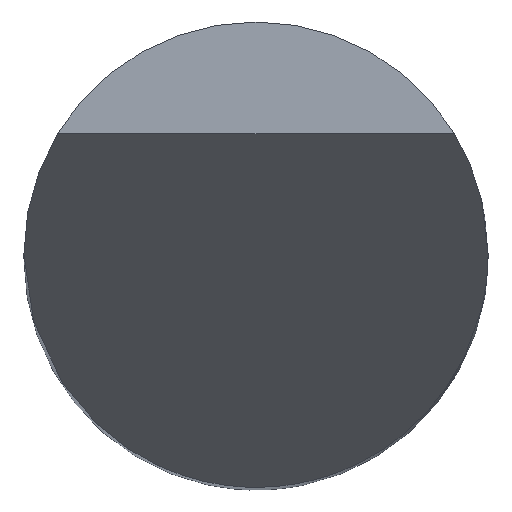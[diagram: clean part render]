
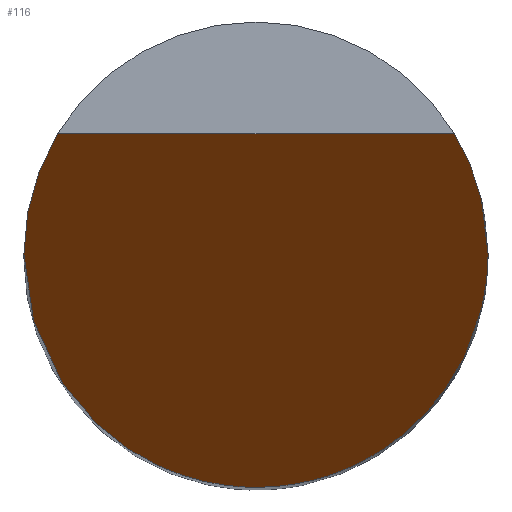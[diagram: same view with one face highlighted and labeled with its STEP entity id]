
A CAD part, top view. The second image highlights one B-rep face of the part: STEP entity #116.
In plain terms, the highlighted planar face has unit normal (0, -0.866, 0.5).
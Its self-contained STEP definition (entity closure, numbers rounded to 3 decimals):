
#29=(
BOUNDED_CURVE()
B_SPLINE_CURVE(3,(#1116,#1117,#1118,#1119),.UNSPECIFIED.,.F.,.F.)
B_SPLINE_CURVE_WITH_KNOTS((4,4),(0.,1.),.UNSPECIFIED.)
CURVE()
GEOMETRIC_REPRESENTATION_ITEM()
RATIONAL_B_SPLINE_CURVE((1.,0.975,0.975,1.))
REPRESENTATION_ITEM('')
);
#30=(
BOUNDED_CURVE()
B_SPLINE_CURVE(3,(#1129,#1130,#1131,#1132),.UNSPECIFIED.,.F.,.F.)
B_SPLINE_CURVE_WITH_KNOTS((4,4),(0.,1.),.UNSPECIFIED.)
CURVE()
GEOMETRIC_REPRESENTATION_ITEM()
RATIONAL_B_SPLINE_CURVE((1.,0.975,0.975,1.))
REPRESENTATION_ITEM('')
);
#34=(
BOUNDED_CURVE()
B_SPLINE_CURVE(3,(#1351,#1352,#1353,#1354),.UNSPECIFIED.,.F.,.F.)
B_SPLINE_CURVE_WITH_KNOTS((4,4),(0.,1.),.UNSPECIFIED.)
CURVE()
GEOMETRIC_REPRESENTATION_ITEM()
RATIONAL_B_SPLINE_CURVE((1.,0.333,0.333,1.))
REPRESENTATION_ITEM('')
);
#116=ADVANCED_FACE('',(#164),#134,.T.);
#134=PLANE('',#709);
#164=FACE_OUTER_BOUND('',#200,.T.);
#200=EDGE_LOOP('',(#388,#389,#390,#391));
#231=LINE('',#1380,#252);
#252=VECTOR('',#818,1.);
#388=ORIENTED_EDGE('',*,*,#536,.T.);
#389=ORIENTED_EDGE('',*,*,#574,.T.);
#390=ORIENTED_EDGE('',*,*,#531,.T.);
#391=ORIENTED_EDGE('',*,*,#580,.T.);
#461=VERTEX_POINT('',#1120);
#462=VERTEX_POINT('',#1121);
#465=VERTEX_POINT('',#1128);
#466=VERTEX_POINT('',#1133);
#531=EDGE_CURVE('',#461,#462,#29,.T.);
#536=EDGE_CURVE('',#466,#465,#30,.T.);
#574=EDGE_CURVE('',#465,#461,#34,.T.);
#580=EDGE_CURVE('',#462,#466,#231,.T.);
#709=AXIS2_PLACEMENT_3D('',#1381,#819,#820);
#818=DIRECTION('',(-1.,0.,0.));
#819=DIRECTION('',(0.,-0.866,0.5));
#820=DIRECTION('',(0.,-0.5,-0.866));
#1116=CARTESIAN_POINT('',(2.5,0.,0.));
#1117=CARTESIAN_POINT('',(2.5,0.461,0.799));
#1118=CARTESIAN_POINT('',(2.376,0.905,1.568));
#1119=CARTESIAN_POINT('',(2.136,1.299,2.25));
#1120=CARTESIAN_POINT('',(2.5,0.,0.));
#1121=CARTESIAN_POINT('',(2.136,1.299,2.25));
#1128=CARTESIAN_POINT('',(-2.5,0.,0.));
#1129=CARTESIAN_POINT('',(-2.136,1.299,2.25));
#1130=CARTESIAN_POINT('',(-2.376,0.905,1.568));
#1131=CARTESIAN_POINT('',(-2.5,0.461,0.799));
#1132=CARTESIAN_POINT('',(-2.5,0.,0.));
#1133=CARTESIAN_POINT('',(-2.136,1.299,2.25));
#1351=CARTESIAN_POINT('',(-2.5,0.,0.));
#1352=CARTESIAN_POINT('',(-2.5,-5.,-8.66));
#1353=CARTESIAN_POINT('',(2.5,-5.,-8.66));
#1354=CARTESIAN_POINT('',(2.5,0.,0.));
#1380=CARTESIAN_POINT('',(-57.597,1.299,2.25));
#1381=CARTESIAN_POINT('',(-57.597,4.054,7.021));
